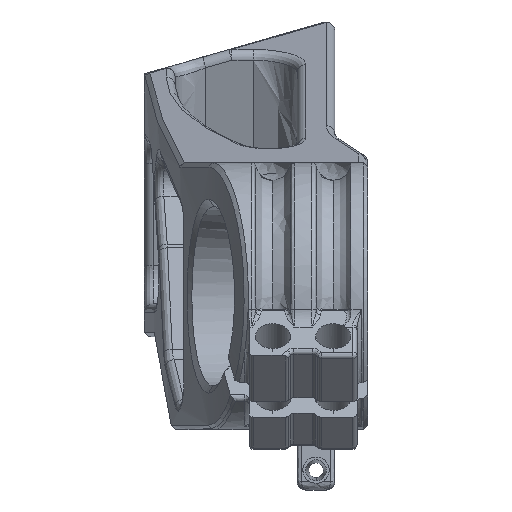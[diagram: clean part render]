
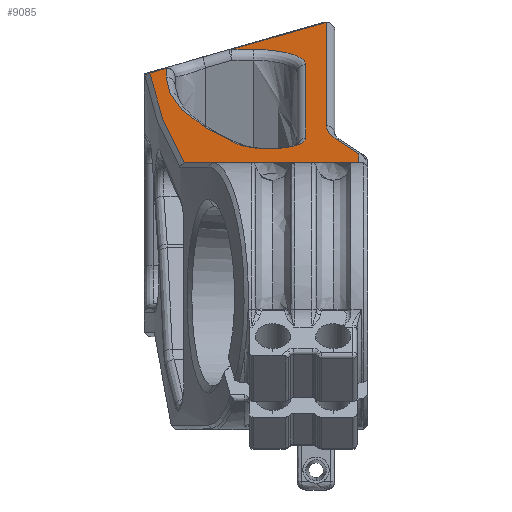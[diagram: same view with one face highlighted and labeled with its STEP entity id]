
A CAD part, left-side view. The second image highlights one B-rep face of the part: STEP entity #9085.
In plain terms, the highlighted free-form (B-spline) face has degree [1, 1] with [2, 2] control points.
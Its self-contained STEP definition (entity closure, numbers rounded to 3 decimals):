
#8575 = VERTEX_POINT('',#8576);
#8576 = CARTESIAN_POINT('',(-98.63,1.651,
    25.172));
#8583 = EDGE_CURVE('',#8584,#8575,#8586,.T.);
#8584 = VERTEX_POINT('',#8585);
#8585 = CARTESIAN_POINT('',(-98.63,34.532,
    25.172));
#8586 = B_SPLINE_CURVE_WITH_KNOTS('',1,(#8587,#8588),.UNSPECIFIED.,.F.,
  .F.,(2,2),(9.159,49.),.PIECEWISE_BEZIER_KNOTS.);
#8587 = CARTESIAN_POINT('',(-98.63,34.532,
    25.172));
#8588 = CARTESIAN_POINT('',(-98.63,1.651,
    25.172));
#9085 = ADVANCED_FACE('',(#9086),#9204,.F.);
#9086 = FACE_BOUND('',#9087,.T.);
#9087 = EDGE_LOOP('',(#9088,#9089,#9096,#9103,#9112,#9119,#9126,#9133,
    #9141,#9148,#9156,#9164,#9172,#9179,#9186,#9195));
#9088 = ORIENTED_EDGE('',*,*,#8583,.T.);
#9089 = ORIENTED_EDGE('',*,*,#9090,.T.);
#9090 = EDGE_CURVE('',#8575,#9091,#9093,.T.);
#9091 = VERTEX_POINT('',#9092);
#9092 = CARTESIAN_POINT('',(-93.096,1.651,
    26.842));
#9093 = B_SPLINE_CURVE_WITH_KNOTS('',1,(#9094,#9095),.UNSPECIFIED.,.F.,
  .F.,(2,2),(0.,7.003),.PIECEWISE_BEZIER_KNOTS.);
#9094 = CARTESIAN_POINT('',(-98.63,1.651,
    25.172));
#9095 = CARTESIAN_POINT('',(-93.096,1.651,
    26.842));
#9096 = ORIENTED_EDGE('',*,*,#9097,.T.);
#9097 = EDGE_CURVE('',#9091,#9098,#9100,.T.);
#9098 = VERTEX_POINT('',#9099);
#9099 = CARTESIAN_POINT('',(-83.958,5.939,
    29.599));
#9100 = B_SPLINE_CURVE_WITH_KNOTS('',1,(#9101,#9102),.UNSPECIFIED.,.F.,
  .F.,(2,2),(-13.693,-1.013),.PIECEWISE_BEZIER_KNOTS.);
#9101 = CARTESIAN_POINT('',(-93.096,1.651,
    26.842));
#9102 = CARTESIAN_POINT('',(-83.958,5.939,
    29.599));
#9103 = ORIENTED_EDGE('',*,*,#9104,.T.);
#9104 = EDGE_CURVE('',#9098,#9105,#9107,.T.);
#9105 = VERTEX_POINT('',#9106);
#9106 = CARTESIAN_POINT('',(-75.543,7.816,
    32.138));
#9107 = ( BOUNDED_CURVE() B_SPLINE_CURVE(3,(#9108,#9109,#9110,#9111),
.UNSPECIFIED.,.F.,.F.) B_SPLINE_CURVE_WITH_KNOTS((4,4),(1.132,
1.571),.PIECEWISE_BEZIER_KNOTS.) CURVE() 
GEOMETRIC_REPRESENTATION_ITEM() RATIONAL_B_SPLINE_CURVE((1.,
0.984,0.984,1.)) REPRESENTATION_ITEM('') );
#9108 = CARTESIAN_POINT('',(-83.958,5.939,
    29.599));
#9109 = CARTESIAN_POINT('',(-81.314,7.18,
    30.397));
#9110 = CARTESIAN_POINT('',(-78.463,7.816,
    31.257));
#9111 = CARTESIAN_POINT('',(-75.543,7.816,
    32.138));
#9112 = ORIENTED_EDGE('',*,*,#9113,.T.);
#9113 = EDGE_CURVE('',#9105,#9114,#9116,.T.);
#9114 = VERTEX_POINT('',#9115);
#9115 = CARTESIAN_POINT('',(-10.935,7.816,
    51.632));
#9116 = B_SPLINE_CURVE_WITH_KNOTS('',1,(#9117,#9118),.UNSPECIFIED.,.F.,
  .F.,(2,2),(29.22,110.988),.PIECEWISE_BEZIER_KNOTS.);
#9117 = CARTESIAN_POINT('',(-75.543,7.816,
    32.138));
#9118 = CARTESIAN_POINT('',(-10.935,7.816,
    51.632));
#9119 = ORIENTED_EDGE('',*,*,#9120,.T.);
#9120 = EDGE_CURVE('',#9114,#9121,#9123,.T.);
#9121 = VERTEX_POINT('',#9122);
#9122 = CARTESIAN_POINT('',(-27.833,25.597,
    46.533));
#9123 = B_SPLINE_CURVE_WITH_KNOTS('',1,(#9124,#9125),.UNSPECIFIED.,.F.,
  .F.,(2,2),(-107.665,-77.307),.PIECEWISE_BEZIER_KNOTS.);
#9124 = CARTESIAN_POINT('',(-10.935,7.816,
    51.632));
#9125 = CARTESIAN_POINT('',(-27.833,25.597,
    46.533));
#9126 = ORIENTED_EDGE('',*,*,#9127,.T.);
#9127 = EDGE_CURVE('',#9121,#9128,#9130,.T.);
#9128 = VERTEX_POINT('',#9129);
#9129 = CARTESIAN_POINT('',(-27.833,21.541,
    46.533));
#9130 = B_SPLINE_CURVE_WITH_KNOTS('',1,(#9131,#9132),.UNSPECIFIED.,.F.,
  .F.,(2,2),(19.985,24.9),.PIECEWISE_BEZIER_KNOTS.);
#9131 = CARTESIAN_POINT('',(-27.833,25.597,
    46.533));
#9132 = CARTESIAN_POINT('',(-27.833,21.541,
    46.533));
#9133 = ORIENTED_EDGE('',*,*,#9134,.T.);
#9134 = EDGE_CURVE('',#9128,#9135,#9137,.T.);
#9135 = VERTEX_POINT('',#9136);
#9136 = CARTESIAN_POINT('',(-37.315,11.637,
    43.673));
#9137 = ( BOUNDED_CURVE() B_SPLINE_CURVE(2,(#9138,#9139,#9140),
.UNSPECIFIED.,.F.,.F.) B_SPLINE_CURVE_WITH_KNOTS((3,3),(3.142,
4.712),.PIECEWISE_BEZIER_KNOTS.) CURVE() 
GEOMETRIC_REPRESENTATION_ITEM() RATIONAL_B_SPLINE_CURVE((1.,
0.707,1.)) REPRESENTATION_ITEM('') );
#9138 = CARTESIAN_POINT('',(-27.833,21.541,
    46.533));
#9139 = CARTESIAN_POINT('',(-27.833,11.637,
    46.533));
#9140 = CARTESIAN_POINT('',(-37.315,11.637,
    43.673));
#9141 = ORIENTED_EDGE('',*,*,#9142,.T.);
#9142 = EDGE_CURVE('',#9135,#9143,#9145,.T.);
#9143 = VERTEX_POINT('',#9144);
#9144 = CARTESIAN_POINT('',(-83.229,11.637,
    29.819));
#9145 = B_SPLINE_CURVE_WITH_KNOTS('',1,(#9146,#9147),.UNSPECIFIED.,.F.,
  .F.,(2,2),(-77.601,-19.491),.PIECEWISE_BEZIER_KNOTS.);
#9146 = CARTESIAN_POINT('',(-37.315,11.637,
    43.673));
#9147 = CARTESIAN_POINT('',(-83.229,11.637,
    29.819));
#9148 = ORIENTED_EDGE('',*,*,#9149,.T.);
#9149 = EDGE_CURVE('',#9143,#9150,#9152,.T.);
#9150 = VERTEX_POINT('',#9151);
#9151 = CARTESIAN_POINT('',(-89.946,18.652,
    27.792));
#9152 = ( BOUNDED_CURVE() B_SPLINE_CURVE(2,(#9153,#9154,#9155),
.UNSPECIFIED.,.F.,.F.) B_SPLINE_CURVE_WITH_KNOTS((3,3),(4.712,
6.283),.PIECEWISE_BEZIER_KNOTS.) CURVE() 
GEOMETRIC_REPRESENTATION_ITEM() RATIONAL_B_SPLINE_CURVE((1.,
0.707,1.)) REPRESENTATION_ITEM('') );
#9153 = CARTESIAN_POINT('',(-83.229,11.637,
    29.819));
#9154 = CARTESIAN_POINT('',(-89.946,11.637,
    27.792));
#9155 = CARTESIAN_POINT('',(-89.946,18.652,
    27.792));
#9156 = ORIENTED_EDGE('',*,*,#9157,.T.);
#9157 = EDGE_CURVE('',#9150,#9158,#9160,.T.);
#9158 = VERTEX_POINT('',#9159);
#9159 = CARTESIAN_POINT('',(-87.016,24.446,
    28.676));
#9160 = ( BOUNDED_CURVE() B_SPLINE_CURVE(2,(#9161,#9162,#9163),
.UNSPECIFIED.,.F.,.F.) B_SPLINE_CURVE_WITH_KNOTS((3,3),(0.,
0.972),.PIECEWISE_BEZIER_KNOTS.) CURVE() 
GEOMETRIC_REPRESENTATION_ITEM() RATIONAL_B_SPLINE_CURVE((1.,
0.884,1.)) REPRESENTATION_ITEM('') );
#9161 = CARTESIAN_POINT('',(-89.946,18.652,
    27.792));
#9162 = CARTESIAN_POINT('',(-89.946,22.357,
    27.792));
#9163 = CARTESIAN_POINT('',(-87.016,24.446,
    28.676));
#9164 = ORIENTED_EDGE('',*,*,#9165,.T.);
#9165 = EDGE_CURVE('',#9158,#9166,#9168,.T.);
#9166 = VERTEX_POINT('',#9167);
#9167 = CARTESIAN_POINT('',(-45.097,37.964,
    41.325));
#9168 = ( BOUNDED_CURVE() B_SPLINE_CURVE(2,(#9169,#9170,#9171),
.UNSPECIFIED.,.F.,.F.) B_SPLINE_CURVE_WITH_KNOTS((3,3),(0.972,
1.571),.PIECEWISE_BEZIER_KNOTS.) CURVE() 
GEOMETRIC_REPRESENTATION_ITEM() RATIONAL_B_SPLINE_CURVE((1.,
0.955,1.)) REPRESENTATION_ITEM('') );
#9169 = CARTESIAN_POINT('',(-87.016,24.446,
    28.676));
#9170 = CARTESIAN_POINT('',(-68.054,37.964,
    34.398));
#9171 = CARTESIAN_POINT('',(-45.097,37.964,
    41.325));
#9172 = ORIENTED_EDGE('',*,*,#9173,.T.);
#9173 = EDGE_CURVE('',#9166,#9174,#9176,.T.);
#9174 = VERTEX_POINT('',#9175);
#9175 = CARTESIAN_POINT('',(-39.587,37.964,
    42.987));
#9176 = B_SPLINE_CURVE_WITH_KNOTS('',1,(#9177,#9178),.UNSPECIFIED.,.F.,
  .F.,(2,2),(67.752,74.726),.PIECEWISE_BEZIER_KNOTS.);
#9177 = CARTESIAN_POINT('',(-45.097,37.964,
    41.325));
#9178 = CARTESIAN_POINT('',(-39.587,37.964,
    42.987));
#9179 = ORIENTED_EDGE('',*,*,#9180,.T.);
#9180 = EDGE_CURVE('',#9174,#9181,#9183,.T.);
#9181 = VERTEX_POINT('',#9182);
#9182 = CARTESIAN_POINT('',(-42.502,41.032,
    42.108));
#9183 = B_SPLINE_CURVE_WITH_KNOTS('',1,(#9184,#9185),.UNSPECIFIED.,.F.,
  .F.,(2,2),(-56.193,-50.956),.PIECEWISE_BEZIER_KNOTS.);
#9184 = CARTESIAN_POINT('',(-39.587,37.964,
    42.987));
#9185 = CARTESIAN_POINT('',(-42.502,41.032,
    42.108));
#9186 = ORIENTED_EDGE('',*,*,#9187,.T.);
#9187 = EDGE_CURVE('',#9181,#9188,#9190,.T.);
#9188 = VERTEX_POINT('',#9189);
#9189 = CARTESIAN_POINT('',(-42.931,41.04,
    41.978));
#9190 = B_SPLINE_CURVE_WITH_KNOTS('',3,(#9191,#9192,#9193,#9194),
  .UNSPECIFIED.,.F.,.F.,(4,4),(0.,0.001),
  .PIECEWISE_BEZIER_KNOTS.);
#9191 = CARTESIAN_POINT('',(-42.502,41.032,
    42.108));
#9192 = CARTESIAN_POINT('',(-42.645,41.046,
    42.064));
#9193 = CARTESIAN_POINT('',(-42.788,41.047,
    42.021));
#9194 = CARTESIAN_POINT('',(-42.931,41.04,
    41.978));
#9195 = ORIENTED_EDGE('',*,*,#9196,.T.);
#9196 = EDGE_CURVE('',#9188,#8584,#9197,.T.);
#9197 = B_SPLINE_CURVE_WITH_KNOTS('',3,(#9198,#9199,#9200,#9201,#9202,
    #9203),.UNSPECIFIED.,.F.,.F.,(4,2,4),(0.079,
    0.539,1.),.UNSPECIFIED.);
#9198 = CARTESIAN_POINT('',(-42.931,41.04,
    41.978));
#9199 = CARTESIAN_POINT('',(-52.27,40.549,
    39.16));
#9200 = CARTESIAN_POINT('',(-61.596,39.76,
    36.346));
#9201 = CARTESIAN_POINT('',(-80.173,37.589,
    30.741));
#9202 = CARTESIAN_POINT('',(-89.428,36.207,
    27.948));
#9203 = CARTESIAN_POINT('',(-98.63,34.532,
    25.172));
#9204 = B_SPLINE_SURFACE_WITH_KNOTS('',1,1,(
    (#9205,#9206)
    ,(#9207,#9208
    )),.UNSPECIFIED.,.F.,.F.,.F.,(2,2),(2,2),(-110.988,0.),(-49.,
    -1.265),.PIECEWISE_BEZIER_KNOTS.);
#9205 = CARTESIAN_POINT('',(-10.935,1.651,
    51.632));
#9206 = CARTESIAN_POINT('',(-10.935,41.047,
    51.632));
#9207 = CARTESIAN_POINT('',(-98.63,1.651,
    25.172));
#9208 = CARTESIAN_POINT('',(-98.63,41.047,
    25.172));
